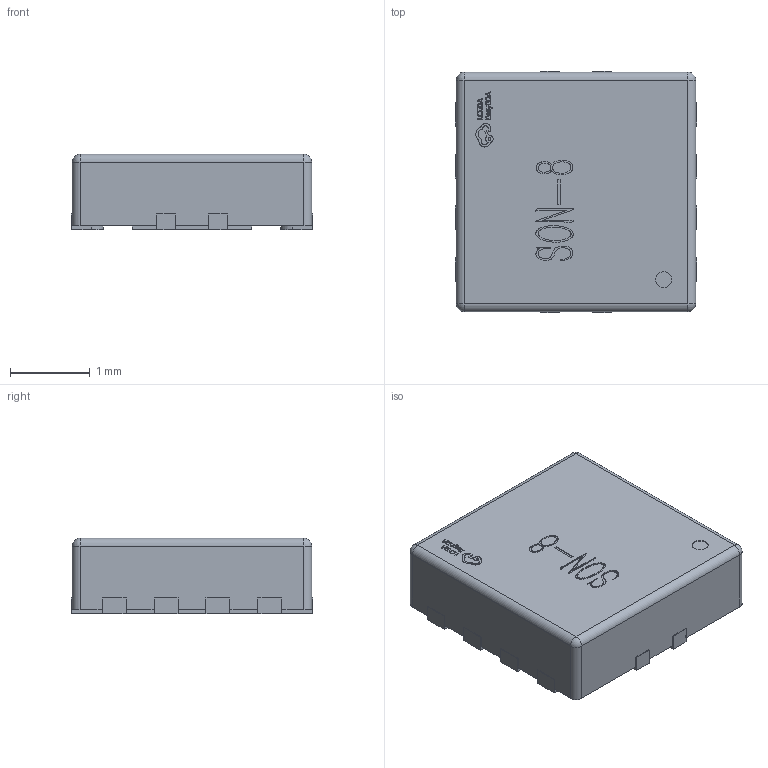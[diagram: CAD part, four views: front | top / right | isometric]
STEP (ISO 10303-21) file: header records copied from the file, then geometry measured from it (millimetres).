
FILE_DESCRIPTION (( 'STEP AP214' ), '1' );
FILE_NAME ('SON-8_L3.0-W3.0-H1-P0.65-BL-EP.step', '2022-07-26T09:26:20', ( '' ), ( '' ), 'SwSTEP 2.0', 'SolidWorks 2020', '' );
FILE_SCHEMA (( 'AUTOMOTIVE_DESIGN' ));
Length unit declared in the file: millimetre
Products named in the file (1): SON-8_L3.0-W3.0-H1-P0.65-BL-EP
Bounding box: 3.02 x 3.02 x 0.95 mm (x, y, z)
Volume: 8.3 mm3; surface area: 29.6 mm2
Topology: 14 solids, 14 shells, 530 faces, 1450 edges, 960 vertices
Faces by surface type: plane 318, bspline 186, cylinder 22, sphere 4
Entity records: 27179 total; most frequent: CARTESIAN_POINT 9003, ORIENTED_EDGE 2892, DIRECTION 1804, EDGE_CURVE 1446, LINE 1026, VECTOR 1026, VERTEX_POINT 960, EDGE_LOOP 558
